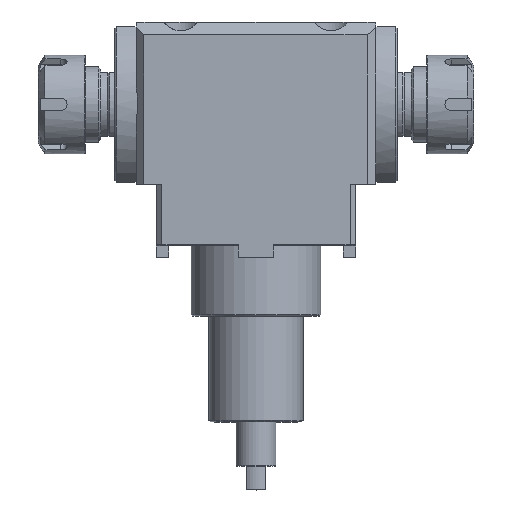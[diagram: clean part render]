
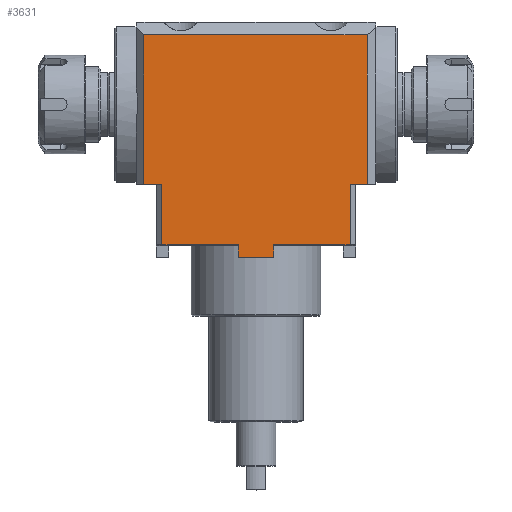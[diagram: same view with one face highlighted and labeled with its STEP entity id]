
A CAD part, top view. The second image highlights one B-rep face of the part: STEP entity #3631.
In plain terms, the highlighted planar face has unit normal (0, 0, 1).
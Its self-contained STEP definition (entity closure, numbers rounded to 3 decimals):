
#268=PLANE('',#3935);
#436=FACE_OUTER_BOUND('',#647,.T.);
#647=EDGE_LOOP('',(#3032,#3033,#3034,#3035,#3036,#3037,#3038,#3039,#3040,
#3041,#3042,#3043));
#871=LINE('',#5794,#1181);
#876=LINE('',#5803,#1186);
#909=LINE('',#6044,#1219);
#931=LINE('',#6242,#1241);
#952=LINE('',#6291,#1262);
#956=LINE('',#6299,#1266);
#957=LINE('',#6302,#1267);
#958=LINE('',#6303,#1268);
#959=LINE('',#6304,#1269);
#960=LINE('',#6306,#1270);
#961=LINE('',#6308,#1271);
#962=LINE('',#6309,#1272);
#1181=VECTOR('',#4419,10.);
#1186=VECTOR('',#4428,10.);
#1219=VECTOR('',#4539,10.);
#1241=VECTOR('',#4605,10.);
#1262=VECTOR('',#4646,10.);
#1266=VECTOR('',#4654,10.);
#1267=VECTOR('',#4657,10.);
#1268=VECTOR('',#4658,10.);
#1269=VECTOR('',#4659,10.);
#1270=VECTOR('',#4660,10.);
#1271=VECTOR('',#4661,10.);
#1272=VECTOR('',#4662,10.);
#1654=VERTEX_POINT('',#5792);
#1655=VERTEX_POINT('',#5793);
#1656=VERTEX_POINT('',#5800);
#1657=VERTEX_POINT('',#5802);
#1701=VERTEX_POINT('',#6041);
#1702=VERTEX_POINT('',#6043);
#1732=VERTEX_POINT('',#6241);
#1749=VERTEX_POINT('',#6288);
#1750=VERTEX_POINT('',#6290);
#1753=VERTEX_POINT('',#6301);
#1754=VERTEX_POINT('',#6305);
#1755=VERTEX_POINT('',#6307);
#2064=EDGE_CURVE('',#1654,#1655,#871,.T.);
#2069=EDGE_CURVE('',#1656,#1657,#876,.T.);
#2135=EDGE_CURVE('',#1701,#1702,#909,.T.);
#2180=EDGE_CURVE('',#1702,#1732,#931,.T.);
#2206=EDGE_CURVE('',#1749,#1750,#952,.T.);
#2211=EDGE_CURVE('',#1750,#1701,#956,.T.);
#2212=EDGE_CURVE('',#1753,#1654,#957,.T.);
#2213=EDGE_CURVE('',#1732,#1753,#958,.T.);
#2214=EDGE_CURVE('',#1657,#1749,#959,.T.);
#2215=EDGE_CURVE('',#1656,#1754,#960,.T.);
#2216=EDGE_CURVE('',#1755,#1754,#961,.T.);
#2217=EDGE_CURVE('',#1655,#1755,#962,.T.);
#3032=ORIENTED_EDGE('',*,*,#2064,.F.);
#3033=ORIENTED_EDGE('',*,*,#2212,.F.);
#3034=ORIENTED_EDGE('',*,*,#2213,.F.);
#3035=ORIENTED_EDGE('',*,*,#2180,.F.);
#3036=ORIENTED_EDGE('',*,*,#2135,.F.);
#3037=ORIENTED_EDGE('',*,*,#2211,.F.);
#3038=ORIENTED_EDGE('',*,*,#2206,.F.);
#3039=ORIENTED_EDGE('',*,*,#2214,.F.);
#3040=ORIENTED_EDGE('',*,*,#2069,.F.);
#3041=ORIENTED_EDGE('',*,*,#2215,.T.);
#3042=ORIENTED_EDGE('',*,*,#2216,.F.);
#3043=ORIENTED_EDGE('',*,*,#2217,.F.);
#3631=ADVANCED_FACE('',(#436),#268,.T.);
#3935=AXIS2_PLACEMENT_3D('',#6300,#4655,#4656);
#4419=DIRECTION('',(-1.,0.,0.));
#4428=DIRECTION('',(-1.,0.,0.));
#4539=DIRECTION('',(1.,0.,0.));
#4605=DIRECTION('',(0.,-1.,0.));
#4646=DIRECTION('',(-1.,0.,0.));
#4654=DIRECTION('',(0.,1.,0.));
#4655=DIRECTION('center_axis',(0.,0.,1.));
#4656=DIRECTION('ref_axis',(1.,0.,0.));
#4657=DIRECTION('',(0.,-1.,0.));
#4658=DIRECTION('',(-1.,0.,0.));
#4659=DIRECTION('',(0.,1.,0.));
#4660=DIRECTION('',(0.,-1.,0.));
#4661=DIRECTION('',(-1.,0.,0.));
#4662=DIRECTION('',(0.,-1.,0.));
#5792=CARTESIAN_POINT('',(39.96,0.3,42.5));
#5793=CARTESIAN_POINT('',(7.5,0.3,42.5));
#5794=CARTESIAN_POINT('',(-21.25,0.3,42.5));
#5800=CARTESIAN_POINT('',(-7.5,0.3,42.5));
#5802=CARTESIAN_POINT('',(-39.96,0.3,42.5));
#5803=CARTESIAN_POINT('',(-21.25,0.3,42.5));
#6041=CARTESIAN_POINT('',(-47.811,89.5,42.5));
#6043=CARTESIAN_POINT('',(47.2,89.5,42.5));
#6044=CARTESIAN_POINT('',(-21.25,89.5,42.5));
#6241=CARTESIAN_POINT('',(47.2,26.04,42.5));
#6242=CARTESIAN_POINT('',(47.2,13.02,42.5));
#6288=CARTESIAN_POINT('',(-39.96,26.04,42.5));
#6290=CARTESIAN_POINT('',(-47.811,26.04,42.5));
#6291=CARTESIAN_POINT('',(51.,26.04,42.5));
#6299=CARTESIAN_POINT('',(-47.811,13.02,42.5));
#6300=CARTESIAN_POINT('Origin',(-42.5,0.,42.5));
#6301=CARTESIAN_POINT('',(39.96,26.04,42.5));
#6302=CARTESIAN_POINT('',(39.96,0.,42.5));
#6303=CARTESIAN_POINT('',(51.,26.04,42.5));
#6304=CARTESIAN_POINT('',(-39.96,0.,42.5));
#6305=CARTESIAN_POINT('',(-7.5,-5.,42.5));
#6306=CARTESIAN_POINT('',(-7.5,0.,42.5));
#6307=CARTESIAN_POINT('',(7.5,-5.,42.5));
#6308=CARTESIAN_POINT('',(7.5,-5.,42.5));
#6309=CARTESIAN_POINT('',(7.5,0.,42.5));
